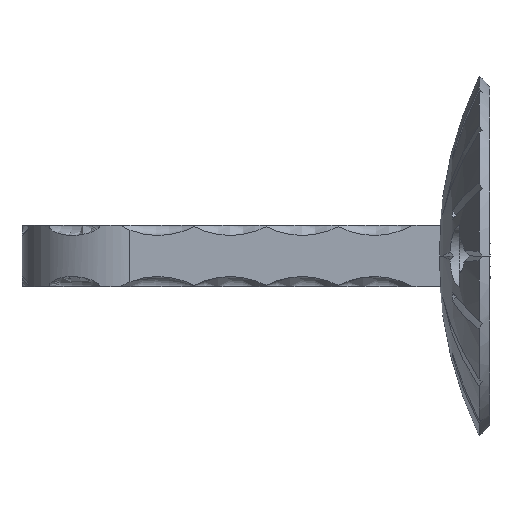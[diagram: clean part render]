
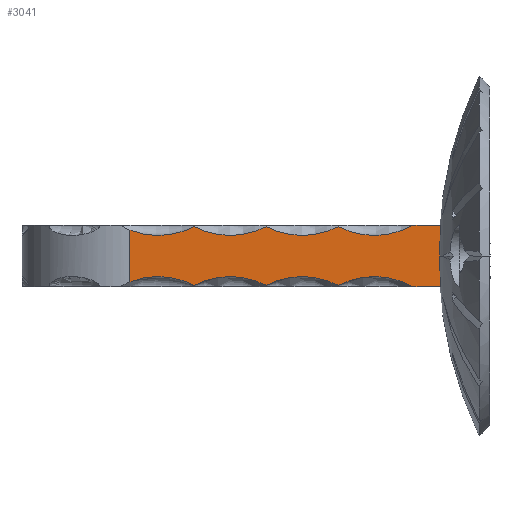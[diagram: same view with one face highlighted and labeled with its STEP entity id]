
A CAD part, front view. The second image highlights one B-rep face of the part: STEP entity #3041.
In plain terms, the highlighted planar face has unit normal (0, -1, 0).
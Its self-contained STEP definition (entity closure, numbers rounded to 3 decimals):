
#62 = PLANE ( 'NONE',  #5591 ) ;
#219 = CARTESIAN_POINT ( 'NONE',  ( 48.5, -6., 18.99 ) ) ;
#387 = CARTESIAN_POINT ( 'NONE',  ( 75.442, -6., -6. ) ) ;
#699 = DIRECTION ( 'NONE',  ( 0., 0., -1. ) ) ;
#1072 = DIRECTION ( 'NONE',  ( 0., 0., 1. ) ) ;
#1277 = AXIS2_PLACEMENT_3D ( 'NONE', #4363, #11899, #5451 ) ;
#1278 = CARTESIAN_POINT ( 'NONE',  ( 20.5, -6., -18.99 ) ) ;
#1348 = DIRECTION ( 'NONE',  ( 0., 0., -1. ) ) ;
#1681 = VECTOR ( 'NONE', #5230, 1000. ) ;
#1720 = CARTESIAN_POINT ( 'NONE',  ( 15., -6., 5.035 ) ) ;
#1851 = VERTEX_POINT ( 'NONE', #1720 ) ;
#1956 = DIRECTION ( 'NONE',  ( 0., -1., 0. ) ) ;
#2002 = FACE_OUTER_BOUND ( 'NONE', #9990, .T. ) ;
#2130 = VERTEX_POINT ( 'NONE', #387 ) ;
#2198 = CARTESIAN_POINT ( 'NONE',  ( 15., -6., 6. ) ) ;
#2299 = CARTESIAN_POINT ( 'NONE',  ( 70., -6., -6. ) ) ;
#2312 = CARTESIAN_POINT ( 'NONE',  ( 15., -6., 6. ) ) ;
#2333 = DIRECTION ( 'NONE',  ( 0., 0., -1. ) ) ;
#2394 = DIRECTION ( 'NONE',  ( 0., 0., -1. ) ) ;
#2408 = ORIENTED_EDGE ( 'NONE', *, *, #6672, .F. ) ;
#2439 = CARTESIAN_POINT ( 'NONE',  ( 75.221, -6., 0. ) ) ;
#2526 = CARTESIAN_POINT ( 'NONE',  ( 41.5, -6., 5.724 ) ) ;
#2673 = ORIENTED_EDGE ( 'NONE', *, *, #12522, .T. ) ;
#2976 = ORIENTED_EDGE ( 'NONE', *, *, #13868, .F. ) ;
#3041 = ADVANCED_FACE ( 'NONE', ( #2002 ), #62, .T. ) ;
#3164 = DIRECTION ( 'NONE',  ( 0., -1., 0. ) ) ;
#3213 = VERTEX_POINT ( 'NONE', #3986 ) ;
#3318 = VERTEX_POINT ( 'NONE', #2299 ) ;
#3383 = CARTESIAN_POINT ( 'NONE',  ( 55.5, -6., 5.724 ) ) ;
#3405 = DIRECTION ( 'NONE',  ( 0., 0., -1. ) ) ;
#3452 = CIRCLE ( 'NONE', #11855, 15. ) ;
#3631 = VERTEX_POINT ( 'NONE', #2526 ) ;
#3986 = CARTESIAN_POINT ( 'NONE',  ( 27.5, -6., -5.724 ) ) ;
#4115 = CIRCLE ( 'NONE', #13088, 15. ) ;
#4148 = AXIS2_PLACEMENT_3D ( 'NONE', #12824, #6393, #13897 ) ;
#4363 = CARTESIAN_POINT ( 'NONE',  ( 62.5, -6., -18.99 ) ) ;
#4440 = ORIENTED_EDGE ( 'NONE', *, *, #9915, .F. ) ;
#4996 = VERTEX_POINT ( 'NONE', #13790 ) ;
#5064 = EDGE_CURVE ( 'NONE', #12579, #2130, #9948, .T. ) ;
#5230 = DIRECTION ( 'NONE',  ( 1., 0., 0. ) ) ;
#5356 = CARTESIAN_POINT ( 'NONE',  ( 62.5, -6., 18.99 ) ) ;
#5451 = DIRECTION ( 'NONE',  ( 0., 0., -1. ) ) ;
#5557 = CARTESIAN_POINT ( 'NONE',  ( 15., -6., 6. ) ) ;
#5575 = ORIENTED_EDGE ( 'NONE', *, *, #12847, .F. ) ;
#5591 = AXIS2_PLACEMENT_3D ( 'NONE', #2312, #9843, #3405 ) ;
#5647 = CIRCLE ( 'NONE', #1277, 15. ) ;
#5739 = EDGE_CURVE ( 'NONE', #3318, #2130, #9941, .T. ) ;
#5814 = DIRECTION ( 'NONE',  ( 0., -1., 0. ) ) ;
#5915 = ORIENTED_EDGE ( 'NONE', *, *, #10505, .F. ) ;
#6040 = CARTESIAN_POINT ( 'NONE',  ( 75.442, -6., 6. ) ) ;
#6393 = DIRECTION ( 'NONE',  ( 0., -1., 0. ) ) ;
#6429 = DIRECTION ( 'NONE',  ( 0., 0., -1. ) ) ;
#6672 = EDGE_CURVE ( 'NONE', #11093, #12579, #8089, .T. ) ;
#6898 = LINE ( 'NONE', #2198, #7229 ) ;
#6902 = CIRCLE ( 'NONE', #14015, 15. ) ;
#7192 = DIRECTION ( 'NONE',  ( 0., -1., 0. ) ) ;
#7229 = VECTOR ( 'NONE', #2333, 1000. ) ;
#7378 = CIRCLE ( 'NONE', #12416, 15. ) ;
#7401 = AXIS2_PLACEMENT_3D ( 'NONE', #13984, #7555, #1072 ) ;
#7555 = DIRECTION ( 'NONE',  ( 0., -1., 0. ) ) ;
#7826 = DIRECTION ( 'NONE',  ( 0., -1., 0. ) ) ;
#7876 = CARTESIAN_POINT ( 'NONE',  ( 15., -6., -5.035 ) ) ;
#8089 = CIRCLE ( 'NONE', #4148, 81.46 ) ;
#8417 = CARTESIAN_POINT ( 'NONE',  ( 48.5, -6., -18.99 ) ) ;
#8647 = EDGE_CURVE ( 'NONE', #4996, #11093, #11886, .T. ) ;
#8830 = DIRECTION ( 'NONE',  ( 0., -1., 0. ) ) ;
#8890 = ORIENTED_EDGE ( 'NONE', *, *, #9000, .F. ) ;
#8970 = VERTEX_POINT ( 'NONE', #9302 ) ;
#9000 = EDGE_CURVE ( 'NONE', #9156, #11489, #4115, .T. ) ;
#9111 = CARTESIAN_POINT ( 'NONE',  ( 41.5, -6., -5.724 ) ) ;
#9156 = VERTEX_POINT ( 'NONE', #10762 ) ;
#9175 = ORIENTED_EDGE ( 'NONE', *, *, #9524, .F. ) ;
#9182 = EDGE_CURVE ( 'NONE', #3318, #9156, #5647, .T. ) ;
#9302 = CARTESIAN_POINT ( 'NONE',  ( 27.5, -6., 5.724 ) ) ;
#9489 = DIRECTION ( 'NONE',  ( 0., 0., -1. ) ) ;
#9524 = EDGE_CURVE ( 'NONE', #11489, #3213, #11526, .T. ) ;
#9607 = CARTESIAN_POINT ( 'NONE',  ( 34.5, -6., 18.99 ) ) ;
#9795 = AXIS2_PLACEMENT_3D ( 'NONE', #5356, #12856, #6429 ) ;
#9820 = VERTEX_POINT ( 'NONE', #7876 ) ;
#9843 = DIRECTION ( 'NONE',  ( 0., -1., 0. ) ) ;
#9915 = EDGE_CURVE ( 'NONE', #1851, #8970, #3452, .T. ) ;
#9941 = LINE ( 'NONE', #11672, #1681 ) ;
#9948 = CIRCLE ( 'NONE', #7401, 81.46 ) ;
#9956 = AXIS2_PLACEMENT_3D ( 'NONE', #12273, #5814, #13323 ) ;
#9990 = EDGE_LOOP ( 'NONE', ( #2976, #9175, #8890, #12875, #12833, #13291, #2408, #11398, #12987, #5915, #5575, #4440, #2673 ) ) ;
#10085 = CIRCLE ( 'NONE', #9795, 15. ) ;
#10505 = EDGE_CURVE ( 'NONE', #3631, #13850, #12210, .T. ) ;
#10686 = DIRECTION ( 'NONE',  ( 0., 0., -1. ) ) ;
#10762 = CARTESIAN_POINT ( 'NONE',  ( 55.5, -6., -5.724 ) ) ;
#10859 = AXIS2_PLACEMENT_3D ( 'NONE', #219, #7826, #1348 ) ;
#11093 = VERTEX_POINT ( 'NONE', #6040 ) ;
#11398 = ORIENTED_EDGE ( 'NONE', *, *, #8647, .F. ) ;
#11489 = VERTEX_POINT ( 'NONE', #9111 ) ;
#11526 = CIRCLE ( 'NONE', #9956, 15. ) ;
#11541 = VECTOR ( 'NONE', #12053, 1000. ) ;
#11672 = CARTESIAN_POINT ( 'NONE',  ( 15., -6., -6. ) ) ;
#11855 = AXIS2_PLACEMENT_3D ( 'NONE', #13616, #7192, #699 ) ;
#11886 = LINE ( 'NONE', #5557, #11541 ) ;
#11899 = DIRECTION ( 'NONE',  ( 0., -1., 0. ) ) ;
#12053 = DIRECTION ( 'NONE',  ( 1., 0., 0. ) ) ;
#12210 = CIRCLE ( 'NONE', #10859, 15. ) ;
#12273 = CARTESIAN_POINT ( 'NONE',  ( 34.5, -6., -18.99 ) ) ;
#12416 = AXIS2_PLACEMENT_3D ( 'NONE', #9607, #3164, #10686 ) ;
#12447 = EDGE_CURVE ( 'NONE', #13850, #4996, #10085, .T. ) ;
#12522 = EDGE_CURVE ( 'NONE', #1851, #9820, #6898, .T. ) ;
#12579 = VERTEX_POINT ( 'NONE', #2439 ) ;
#12824 = CARTESIAN_POINT ( 'NONE',  ( 156.681, -6., 0. ) ) ;
#12833 = ORIENTED_EDGE ( 'NONE', *, *, #5739, .T. ) ;
#12847 = EDGE_CURVE ( 'NONE', #8970, #3631, #7378, .T. ) ;
#12856 = DIRECTION ( 'NONE',  ( 0., -1., 0. ) ) ;
#12875 = ORIENTED_EDGE ( 'NONE', *, *, #9182, .F. ) ;
#12987 = ORIENTED_EDGE ( 'NONE', *, *, #12447, .F. ) ;
#13088 = AXIS2_PLACEMENT_3D ( 'NONE', #8417, #1956, #9489 ) ;
#13291 = ORIENTED_EDGE ( 'NONE', *, *, #5064, .F. ) ;
#13323 = DIRECTION ( 'NONE',  ( 0., 0., -1. ) ) ;
#13616 = CARTESIAN_POINT ( 'NONE',  ( 20.5, -6., 18.99 ) ) ;
#13790 = CARTESIAN_POINT ( 'NONE',  ( 70., -6., 6. ) ) ;
#13850 = VERTEX_POINT ( 'NONE', #3383 ) ;
#13868 = EDGE_CURVE ( 'NONE', #3213, #9820, #6902, .T. ) ;
#13897 = DIRECTION ( 'NONE',  ( 0., 0., 1. ) ) ;
#13984 = CARTESIAN_POINT ( 'NONE',  ( 156.681, -6., 0. ) ) ;
#14015 = AXIS2_PLACEMENT_3D ( 'NONE', #1278, #8830, #2394 ) ;
